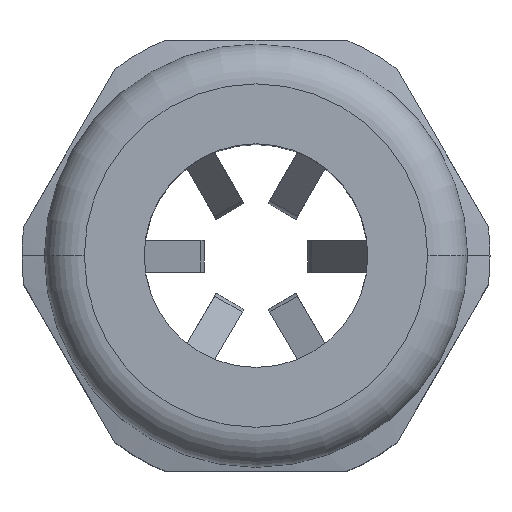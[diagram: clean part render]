
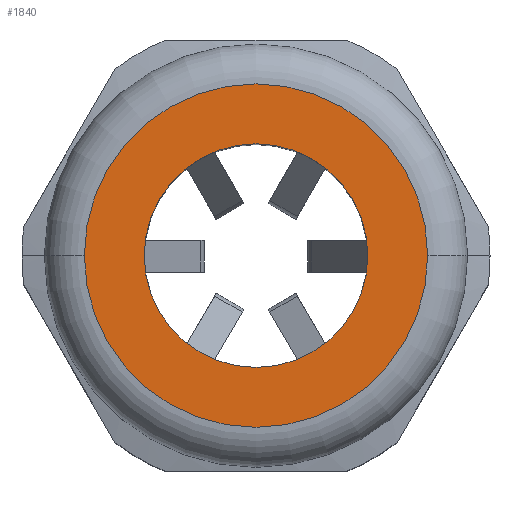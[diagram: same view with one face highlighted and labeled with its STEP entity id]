
A CAD part, top view. The second image highlights one B-rep face of the part: STEP entity #1840.
In plain terms, the highlighted planar face has unit normal (0, 0, 1).
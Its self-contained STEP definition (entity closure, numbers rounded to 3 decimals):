
#17 = AXIS2_PLACEMENT_3D ( 'NONE', #467, #466, #465 ) ;
#19 = FACE_OUTER_BOUND ( 'NONE', #2832, .T. ) ;
#24 = FACE_BOUND ( 'NONE', #2831, .T. ) ;
#177 = AXIS2_PLACEMENT_3D ( 'NONE', #694, #693, #692 ) ;
#465 = DIRECTION ( 'NONE',  ( 1., 0., 0. ) ) ;
#466 = DIRECTION ( 'NONE',  ( 0., 0., 1. ) ) ;
#467 = CARTESIAN_POINT ( 'NONE',  ( 0., 0., 29.2 ) ) ;
#468 = PLANE ( 'NONE',  #17 ) ;
#692 = DIRECTION ( 'NONE',  ( 1., 0., 0. ) ) ;
#693 = DIRECTION ( 'NONE',  ( 0., 0., 1. ) ) ;
#694 = CARTESIAN_POINT ( 'NONE',  ( 0., 0., 29.2 ) ) ;
#994 = DIRECTION ( 'NONE',  ( 1., 0., 0. ) ) ;
#995 = DIRECTION ( 'NONE',  ( 0., 0., 1. ) ) ;
#996 = CARTESIAN_POINT ( 'NONE',  ( 0., 0., 29.2 ) ) ;
#1066 = ORIENTED_EDGE ( 'NONE', *, *, #1771, .T. ) ;
#1118 = CARTESIAN_POINT ( 'NONE',  ( 10.75, 0., 29.2 ) ) ;
#1163 = CARTESIAN_POINT ( 'NONE',  ( -10.75, 0., 29.2 ) ) ;
#1233 = CARTESIAN_POINT ( 'NONE',  ( 7., 0., 29.2 ) ) ;
#1237 = CARTESIAN_POINT ( 'NONE',  ( -7., 0., 29.2 ) ) ;
#1532 = AXIS2_PLACEMENT_3D ( 'NONE', #2433, #2432, #2431 ) ;
#1533 = AXIS2_PLACEMENT_3D ( 'NONE', #2462, #2458, #2457 ) ;
#1547 = AXIS2_PLACEMENT_3D ( 'NONE', #996, #995, #994 ) ;
#1580 = CIRCLE ( 'NONE', #1532, 10.75 ) ;
#1583 = CIRCLE ( 'NONE', #1533, 7. ) ;
#1650 = CIRCLE ( 'NONE', #1547, 7. ) ;
#1660 = EDGE_CURVE ( 'NONE', #2405, #2401, #1650, .T. ) ;
#1700 = CIRCLE ( 'NONE', #177, 10.75 ) ;
#1771 = EDGE_CURVE ( 'NONE', #2746, #2803, #1700, .T. ) ;
#1840 = ADVANCED_FACE ( 'NONE', ( #24, #19 ), #468, .T. ) ;
#2109 = EDGE_CURVE ( 'NONE', #2401, #2405, #1583, .T. ) ;
#2117 = EDGE_CURVE ( 'NONE', #2803, #2746, #1580, .T. ) ;
#2199 = ORIENTED_EDGE ( 'NONE', *, *, #1660, .F. ) ;
#2215 = ORIENTED_EDGE ( 'NONE', *, *, #2117, .T. ) ;
#2231 = ORIENTED_EDGE ( 'NONE', *, *, #2109, .F. ) ;
#2401 = VERTEX_POINT ( 'NONE', #1237 ) ;
#2405 = VERTEX_POINT ( 'NONE', #1233 ) ;
#2431 = DIRECTION ( 'NONE',  ( 1., 0., 0. ) ) ;
#2432 = DIRECTION ( 'NONE',  ( 0., 0., 1. ) ) ;
#2433 = CARTESIAN_POINT ( 'NONE',  ( 0., 0., 29.2 ) ) ;
#2457 = DIRECTION ( 'NONE',  ( 1., 0., 0. ) ) ;
#2458 = DIRECTION ( 'NONE',  ( 0., 0., 1. ) ) ;
#2462 = CARTESIAN_POINT ( 'NONE',  ( 0., 0., 29.2 ) ) ;
#2746 = VERTEX_POINT ( 'NONE', #1163 ) ;
#2803 = VERTEX_POINT ( 'NONE', #1118 ) ;
#2831 = EDGE_LOOP ( 'NONE', ( #2199, #2231 ) ) ;
#2832 = EDGE_LOOP ( 'NONE', ( #2215, #1066 ) ) ;
